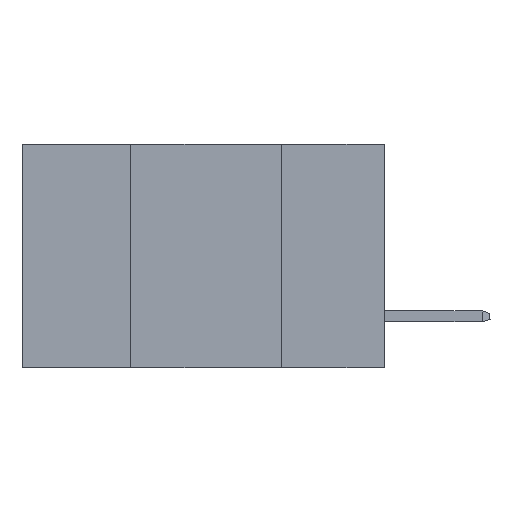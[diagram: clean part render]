
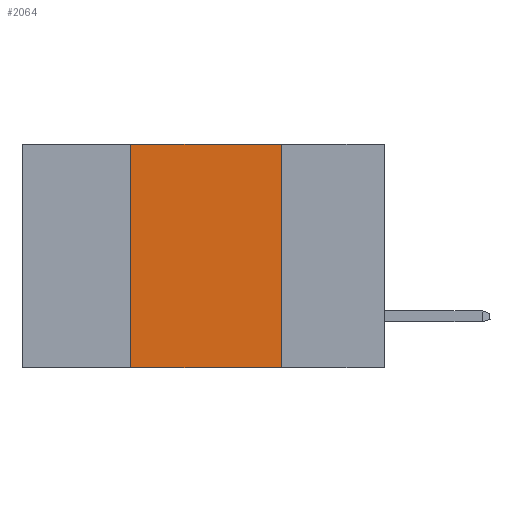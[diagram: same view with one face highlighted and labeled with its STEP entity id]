
A CAD part, left-side view. The second image highlights one B-rep face of the part: STEP entity #2064.
In plain terms, the highlighted planar face has unit normal (-1, 0, 0).
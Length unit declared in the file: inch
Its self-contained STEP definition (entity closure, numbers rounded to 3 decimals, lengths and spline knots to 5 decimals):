
#172 = VECTOR ( 'NONE', #9085, 39.37008 ) ;
#886 = EDGE_CURVE ( 'NONE', #9328, #4386, #1395, .T. ) ;
#1249 = ORIENTED_EDGE ( 'NONE', *, *, #11187, .F. ) ;
#1348 = DIRECTION ( 'NONE',  ( 1., 0., 0. ) ) ;
#1395 = LINE ( 'NONE', #12067, #2883 ) ;
#2064 = ADVANCED_FACE ( 'NONE', ( #7338 ), #9904, .F. ) ;
#2266 = CARTESIAN_POINT ( 'NONE',  ( 0., 0.42, -0.37 ) ) ;
#2382 = DIRECTION ( 'NONE',  ( 0., -1., 0. ) ) ;
#2467 = VECTOR ( 'NONE', #7526, 39.37008 ) ;
#2570 = EDGE_CURVE ( 'NONE', #9328, #7688, #10455, .T. ) ;
#2597 = EDGE_CURVE ( 'NONE', #4386, #5739, #8478, .T. ) ;
#2883 = VECTOR ( 'NONE', #8110, 39.37008 ) ;
#3979 = AXIS2_PLACEMENT_3D ( 'NONE', #6101, #1348, #7979 ) ;
#4386 = VERTEX_POINT ( 'NONE', #4856 ) ;
#4501 = VECTOR ( 'NONE', #2382, 39.37008 ) ;
#4856 = CARTESIAN_POINT ( 'NONE',  ( 0., 0.42, 0. ) ) ;
#5739 = VERTEX_POINT ( 'NONE', #7765 ) ;
#5847 = EDGE_LOOP ( 'NONE', ( #1249, #6013, #10139, #10509 ) ) ;
#6013 = ORIENTED_EDGE ( 'NONE', *, *, #2597, .F. ) ;
#6101 = CARTESIAN_POINT ( 'NONE',  ( 0., 0.6, 0. ) ) ;
#7034 = CARTESIAN_POINT ( 'NONE',  ( 0., 0.6, 0. ) ) ;
#7338 = FACE_OUTER_BOUND ( 'NONE', #5847, .T. ) ;
#7526 = DIRECTION ( 'NONE',  ( 0., 0., -1. ) ) ;
#7653 = LINE ( 'NONE', #11405, #2467 ) ;
#7688 = VERTEX_POINT ( 'NONE', #10601 ) ;
#7765 = CARTESIAN_POINT ( 'NONE',  ( 0., 0.17, 0. ) ) ;
#7979 = DIRECTION ( 'NONE',  ( 0., 0., -1. ) ) ;
#8110 = DIRECTION ( 'NONE',  ( 0., 0., 1. ) ) ;
#8478 = LINE ( 'NONE', #7034, #172 ) ;
#9085 = DIRECTION ( 'NONE',  ( 0., -1., 0. ) ) ;
#9328 = VERTEX_POINT ( 'NONE', #2266 ) ;
#9904 = PLANE ( 'NONE',  #3979 ) ;
#10139 = ORIENTED_EDGE ( 'NONE', *, *, #886, .F. ) ;
#10455 = LINE ( 'NONE', #11966, #4501 ) ;
#10509 = ORIENTED_EDGE ( 'NONE', *, *, #2570, .T. ) ;
#10601 = CARTESIAN_POINT ( 'NONE',  ( 0., 0.17, -0.37 ) ) ;
#11187 = EDGE_CURVE ( 'NONE', #5739, #7688, #7653, .T. ) ;
#11405 = CARTESIAN_POINT ( 'NONE',  ( 0., 0.17, 0. ) ) ;
#11966 = CARTESIAN_POINT ( 'NONE',  ( 0., 0.6, -0.37 ) ) ;
#12067 = CARTESIAN_POINT ( 'NONE',  ( 0., 0.42, 0. ) ) ;
